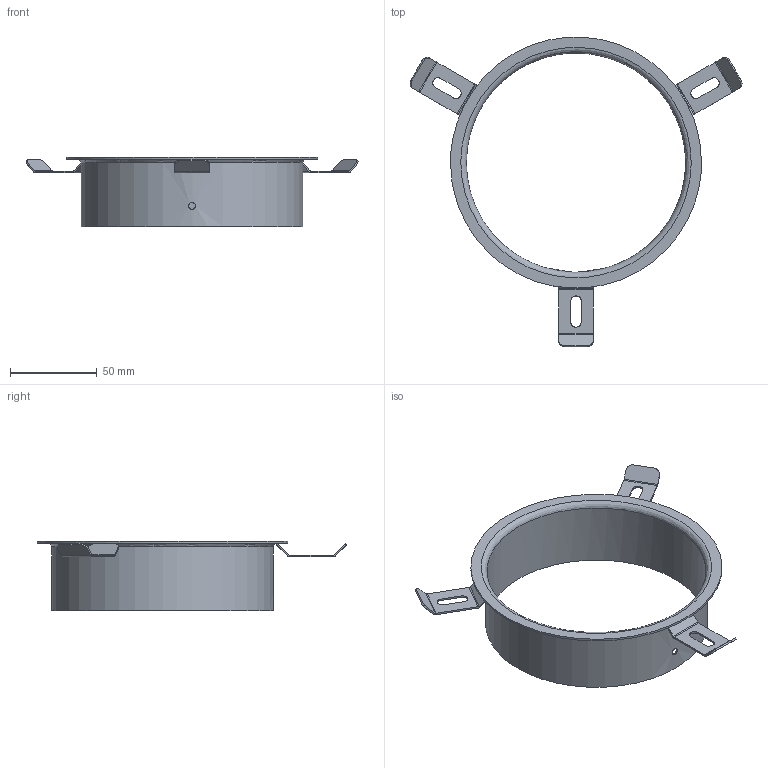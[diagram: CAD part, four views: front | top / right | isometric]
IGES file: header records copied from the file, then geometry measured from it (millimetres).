
Global section: file name: 3D_ON-281_A; native system: Autodesk Inventor 2026; preprocessor: unknown; author: DC; date: 20260105.144210; units: millimetre
Bounding box: 191.71 x 178.81 x 40 mm (x, y, z)
Volume: 17431 mm3; surface area: 44320.7 mm2
Topology: 4 solids, 4 shells, 99 faces, 228 edges, 138 vertices
Faces by surface type: bspline 99
